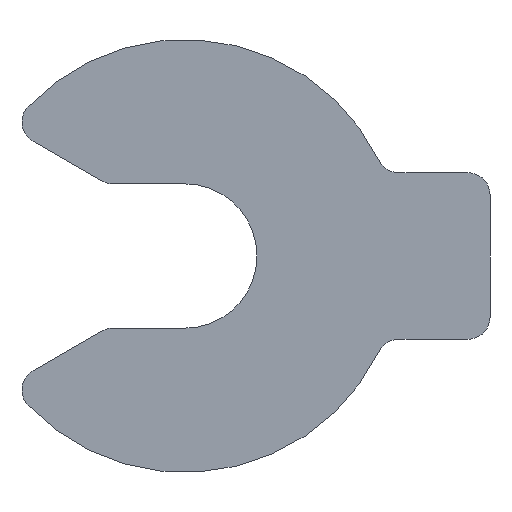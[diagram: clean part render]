
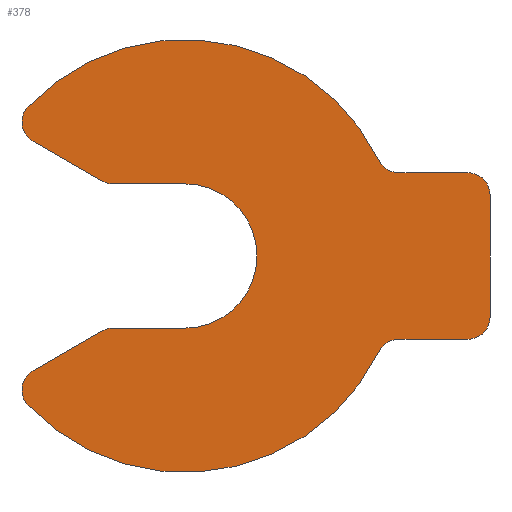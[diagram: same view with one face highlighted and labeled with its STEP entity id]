
A CAD part, front view. The second image highlights one B-rep face of the part: STEP entity #378.
In plain terms, the highlighted planar face has unit normal (0, -1, 0).
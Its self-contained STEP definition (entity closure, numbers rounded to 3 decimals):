
#15=CIRCLE('',#401,2.);
#17=CIRCLE('',#405,2.);
#19=CIRCLE('',#408,19.5);
#21=CIRCLE('',#411,2.);
#23=CIRCLE('',#415,2.);
#25=CIRCLE('',#419,6.5);
#27=CIRCLE('',#423,2.);
#29=CIRCLE('',#427,2.);
#31=CIRCLE('',#430,19.5);
#33=CIRCLE('',#433,2.);
#35=CIRCLE('',#437,2.);
#67=FACE_OUTER_BOUND('',#87,.T.);
#87=EDGE_LOOP('',(#332,#333,#334,#335,#336,#337,#338,#339,#340,#341,#342,
#343,#344,#345,#346,#347,#348,#349));
#88=LINE('',#563,#120);
#93=LINE('',#577,#125);
#99=LINE('',#601,#131);
#103=LINE('',#613,#135);
#107=LINE('',#625,#139);
#111=LINE('',#637,#143);
#117=LINE('',#661,#149);
#120=VECTOR('',#445,10.);
#125=VECTOR('',#458,10.);
#131=VECTOR('',#484,10.);
#135=VECTOR('',#496,10.);
#139=VECTOR('',#508,10.);
#143=VECTOR('',#520,10.);
#149=VECTOR('',#546,10.);
#152=VERTEX_POINT('',#561);
#153=VERTEX_POINT('',#562);
#156=VERTEX_POINT('',#570);
#158=VERTEX_POINT('',#576);
#160=VERTEX_POINT('',#582);
#162=VERTEX_POINT('',#588);
#164=VERTEX_POINT('',#594);
#166=VERTEX_POINT('',#600);
#168=VERTEX_POINT('',#606);
#170=VERTEX_POINT('',#612);
#172=VERTEX_POINT('',#618);
#174=VERTEX_POINT('',#624);
#176=VERTEX_POINT('',#630);
#178=VERTEX_POINT('',#636);
#180=VERTEX_POINT('',#642);
#182=VERTEX_POINT('',#648);
#184=VERTEX_POINT('',#654);
#186=VERTEX_POINT('',#660);
#188=EDGE_CURVE('',#152,#153,#88,.T.);
#192=EDGE_CURVE('',#156,#152,#15,.T.);
#195=EDGE_CURVE('',#158,#156,#93,.T.);
#198=EDGE_CURVE('',#160,#158,#17,.T.);
#201=EDGE_CURVE('',#162,#160,#19,.T.);
#204=EDGE_CURVE('',#164,#162,#21,.T.);
#207=EDGE_CURVE('',#166,#164,#99,.T.);
#210=EDGE_CURVE('',#168,#166,#23,.T.);
#213=EDGE_CURVE('',#170,#168,#103,.T.);
#216=EDGE_CURVE('',#172,#170,#25,.T.);
#219=EDGE_CURVE('',#174,#172,#107,.T.);
#222=EDGE_CURVE('',#176,#174,#27,.T.);
#225=EDGE_CURVE('',#178,#176,#111,.T.);
#228=EDGE_CURVE('',#180,#178,#29,.T.);
#231=EDGE_CURVE('',#182,#180,#31,.T.);
#234=EDGE_CURVE('',#184,#182,#33,.T.);
#237=EDGE_CURVE('',#186,#184,#117,.T.);
#240=EDGE_CURVE('',#153,#186,#35,.T.);
#332=ORIENTED_EDGE('',*,*,#240,.F.);
#333=ORIENTED_EDGE('',*,*,#188,.F.);
#334=ORIENTED_EDGE('',*,*,#192,.F.);
#335=ORIENTED_EDGE('',*,*,#195,.F.);
#336=ORIENTED_EDGE('',*,*,#198,.F.);
#337=ORIENTED_EDGE('',*,*,#201,.F.);
#338=ORIENTED_EDGE('',*,*,#204,.F.);
#339=ORIENTED_EDGE('',*,*,#207,.F.);
#340=ORIENTED_EDGE('',*,*,#210,.F.);
#341=ORIENTED_EDGE('',*,*,#213,.F.);
#342=ORIENTED_EDGE('',*,*,#216,.F.);
#343=ORIENTED_EDGE('',*,*,#219,.F.);
#344=ORIENTED_EDGE('',*,*,#222,.F.);
#345=ORIENTED_EDGE('',*,*,#225,.F.);
#346=ORIENTED_EDGE('',*,*,#228,.F.);
#347=ORIENTED_EDGE('',*,*,#231,.F.);
#348=ORIENTED_EDGE('',*,*,#234,.F.);
#349=ORIENTED_EDGE('',*,*,#237,.F.);
#358=PLANE('',#440);
#378=ADVANCED_FACE('',(#67),#358,.F.);
#401=AXIS2_PLACEMENT_3D('',#571,#451,#452);
#405=AXIS2_PLACEMENT_3D('',#583,#463,#464);
#408=AXIS2_PLACEMENT_3D('',#589,#470,#471);
#411=AXIS2_PLACEMENT_3D('',#595,#477,#478);
#415=AXIS2_PLACEMENT_3D('',#607,#489,#490);
#419=AXIS2_PLACEMENT_3D('',#619,#501,#502);
#423=AXIS2_PLACEMENT_3D('',#631,#513,#514);
#427=AXIS2_PLACEMENT_3D('',#643,#525,#526);
#430=AXIS2_PLACEMENT_3D('',#649,#532,#533);
#433=AXIS2_PLACEMENT_3D('',#655,#539,#540);
#437=AXIS2_PLACEMENT_3D('',#666,#551,#552);
#440=AXIS2_PLACEMENT_3D('',#669,#557,#558);
#445=DIRECTION('',(0.,0.,-1.));
#451=DIRECTION('center_axis',(0.,1.,0.));
#452=DIRECTION('ref_axis',(0.,0.,1.));
#458=DIRECTION('',(1.,0.,0.));
#463=DIRECTION('center_axis',(0.,-1.,0.));
#464=DIRECTION('ref_axis',(0.,0.,1.));
#470=DIRECTION('center_axis',(0.,1.,0.));
#471=DIRECTION('ref_axis',(-0.724,0.,0.689));
#477=DIRECTION('center_axis',(0.,1.,0.));
#478=DIRECTION('ref_axis',(-0.5,0.,-0.866));
#484=DIRECTION('',(-0.866,0.,0.5));
#489=DIRECTION('center_axis',(0.,1.,0.));
#490=DIRECTION('ref_axis',(0.,0.,-1.));
#496=DIRECTION('',(-1.,0.,0.));
#501=DIRECTION('center_axis',(0.,-1.,0.));
#502=DIRECTION('ref_axis',(0.,0.,-1.));
#508=DIRECTION('',(1.,0.,0.));
#513=DIRECTION('center_axis',(0.,1.,0.));
#514=DIRECTION('ref_axis',(-0.5,0.,0.866));
#520=DIRECTION('',(0.866,0.,0.5));
#525=DIRECTION('center_axis',(0.,1.,0.));
#526=DIRECTION('ref_axis',(-0.724,0.,-0.689));
#532=DIRECTION('center_axis',(0.,1.,0.));
#533=DIRECTION('ref_axis',(0.897,0.,-0.442));
#539=DIRECTION('center_axis',(0.,-1.,0.));
#540=DIRECTION('ref_axis',(0.897,0.,-0.442));
#546=DIRECTION('',(-1.,0.,0.));
#551=DIRECTION('center_axis',(0.,1.,0.));
#552=DIRECTION('ref_axis',(1.,0.,0.));
#557=DIRECTION('center_axis',(0.,1.,0.));
#558=DIRECTION('ref_axis',(0.,0.,1.));
#561=CARTESIAN_POINT('',(27.493,0.,5.5));
#562=CARTESIAN_POINT('',(27.493,0.,-5.5));
#563=CARTESIAN_POINT('',(27.493,0.,5.5));
#570=CARTESIAN_POINT('',(25.493,0.,7.5));
#571=CARTESIAN_POINT('Origin',(25.493,0.,5.5));
#576=CARTESIAN_POINT('',(19.287,0.,7.5));
#577=CARTESIAN_POINT('',(19.287,0.,7.5));
#582=CARTESIAN_POINT('',(17.493,0.,8.616));
#583=CARTESIAN_POINT('Origin',(19.287,0.,9.5));
#588=CARTESIAN_POINT('',(-14.124,0.,13.444));
#589=CARTESIAN_POINT('Origin',(0.,0.,0.));
#594=CARTESIAN_POINT('',(-13.676,0.,10.333));
#595=CARTESIAN_POINT('Origin',(-12.676,0.,12.066));
#600=CARTESIAN_POINT('',(-7.5,0.,6.768));
#601=CARTESIAN_POINT('',(-7.5,0.,6.768));
#606=CARTESIAN_POINT('',(-6.5,0.,6.5));
#607=CARTESIAN_POINT('Origin',(-6.5,0.,8.5));
#612=CARTESIAN_POINT('',(0.,0.,6.5));
#613=CARTESIAN_POINT('',(0.,0.,6.5));
#618=CARTESIAN_POINT('',(0.,0.,-6.5));
#619=CARTESIAN_POINT('Origin',(0.,0.,0.));
#624=CARTESIAN_POINT('',(-6.5,0.,-6.5));
#625=CARTESIAN_POINT('',(-6.5,0.,-6.5));
#630=CARTESIAN_POINT('',(-7.5,0.,-6.768));
#631=CARTESIAN_POINT('Origin',(-6.5,0.,-8.5));
#636=CARTESIAN_POINT('',(-13.676,0.,-10.333));
#637=CARTESIAN_POINT('',(-13.676,0.,-10.333));
#642=CARTESIAN_POINT('',(-14.124,0.,-13.444));
#643=CARTESIAN_POINT('Origin',(-12.676,0.,-12.066));
#648=CARTESIAN_POINT('',(17.493,0.,-8.616));
#649=CARTESIAN_POINT('Origin',(0.,0.,0.));
#654=CARTESIAN_POINT('',(19.287,0.,-7.5));
#655=CARTESIAN_POINT('Origin',(19.287,0.,-9.5));
#660=CARTESIAN_POINT('',(25.493,0.,-7.5));
#661=CARTESIAN_POINT('',(25.493,0.,-7.5));
#666=CARTESIAN_POINT('Origin',(25.493,0.,-5.5));
#669=CARTESIAN_POINT('Origin',(6.409,0.,0.));
